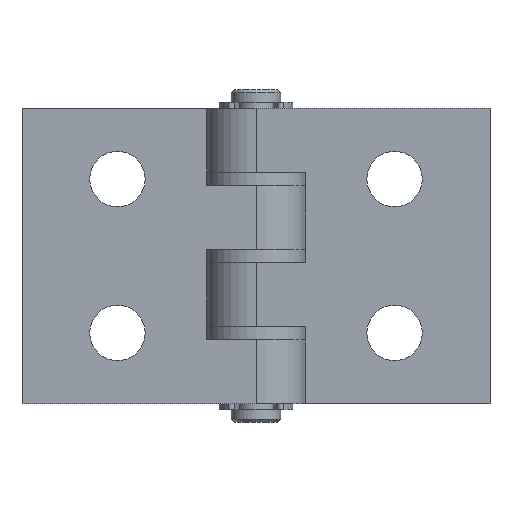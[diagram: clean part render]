
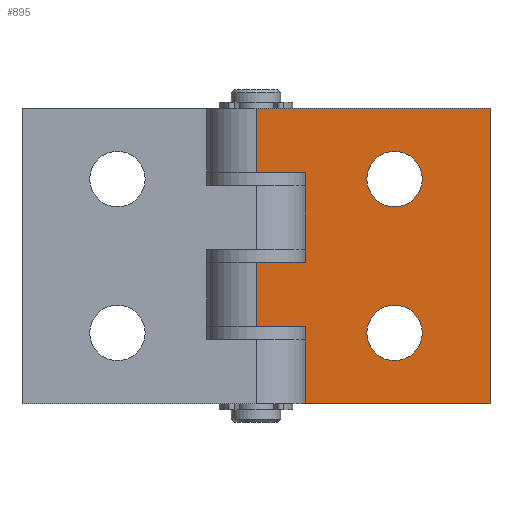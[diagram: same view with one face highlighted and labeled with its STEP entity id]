
A CAD part, front view. The second image highlights one B-rep face of the part: STEP entity #895.
In plain terms, the highlighted planar face has unit normal (0, -1, 0).
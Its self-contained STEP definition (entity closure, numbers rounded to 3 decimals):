
#33 = VERTEX_POINT ( 'NONE', #3139 ) ;
#44 = VERTEX_POINT ( 'NONE', #3163 ) ;
#226 = EDGE_LOOP ( 'NONE', ( #2077, #2205 ) ) ;
#256 = VERTEX_POINT ( 'NONE', #3056 ) ;
#307 = VERTEX_POINT ( 'NONE', #3007 ) ;
#421 = EDGE_LOOP ( 'NONE', ( #2080, #2201, #2079, #2072, #2170, #2111, #2059, #2074, #2081, #2073 ) ) ;
#430 = EDGE_LOOP ( 'NONE', ( #2075, #2180 ) ) ;
#541 = VERTEX_POINT ( 'NONE', #2977 ) ;
#602 = CARTESIAN_POINT ( 'NONE',  ( -2.731, -10.569, -1.507 ) ) ;
#617 = DIRECTION ( 'NONE',  ( 0., 0., 1. ) ) ;
#670 = DIRECTION ( 'NONE',  ( 1., 0., 0. ) ) ;
#671 = CARTESIAN_POINT ( 'NONE',  ( -10.731, -10.569, 12.993 ) ) ;
#679 = DIRECTION ( 'NONE',  ( 0., 0., 1. ) ) ;
#680 = DIRECTION ( 'NONE',  ( 0., 1., 0. ) ) ;
#681 = CARTESIAN_POINT ( 'NONE',  ( 11.769, -10.569, -13.007 ) ) ;
#683 = DIRECTION ( 'NONE',  ( 1., 0., 0. ) ) ;
#684 = CARTESIAN_POINT ( 'NONE',  ( -10.731, -10.569, -12.007 ) ) ;
#743 = DIRECTION ( 'NONE',  ( 0., 0., -1. ) ) ;
#745 = CARTESIAN_POINT ( 'NONE',  ( -10.731, -10.569, 23.493 ) ) ;
#753 = DIRECTION ( 'NONE',  ( 0., 0., -1. ) ) ;
#756 = CARTESIAN_POINT ( 'NONE',  ( 27.269, -10.569, 23.493 ) ) ;
#783 = CARTESIAN_POINT ( 'NONE',  ( -10.731, -10.569, -1.507 ) ) ;
#786 = DIRECTION ( 'NONE',  ( 1., 0., 0. ) ) ;
#814 = DIRECTION ( 'NONE',  ( 0., 0., 1. ) ) ;
#815 = DIRECTION ( 'NONE',  ( 0., 1., 0. ) ) ;
#816 = CARTESIAN_POINT ( 'NONE',  ( 11.769, -10.569, 11.993 ) ) ;
#895 = ADVANCED_FACE ( 'NONE', ( #1875, #1863, #1865 ), #3088, .F. ) ;
#1021 = AXIS2_PLACEMENT_3D ( 'NONE', #681, #680, #679 ) ;
#1047 = AXIS2_PLACEMENT_3D ( 'NONE', #816, #815, #814 ) ;
#1192 = LINE ( 'NONE', #2392, #1211 ) ;
#1211 = VECTOR ( 'NONE', #2391, 1000. ) ;
#1225 = CIRCLE ( 'NONE', #1413, 4.5 ) ;
#1240 = CIRCLE ( 'NONE', #1420, 4.5 ) ;
#1413 = AXIS2_PLACEMENT_3D ( 'NONE', #2404, #2403, #2402 ) ;
#1420 = AXIS2_PLACEMENT_3D ( 'NONE', #2443, #2441, #2440 ) ;
#1498 = CARTESIAN_POINT ( 'NONE',  ( -10.731, -10.569, 23.493 ) ) ;
#1525 = AXIS2_PLACEMENT_3D ( 'NONE', #3091, #3096, #3084 ) ;
#1618 = EDGE_CURVE ( 'NONE', #2316, #2302, #1240, .T. ) ;
#1626 = CARTESIAN_POINT ( 'NONE',  ( -2.731, -10.569, -24.507 ) ) ;
#1633 = EDGE_CURVE ( 'NONE', #2319, #2049, #1225, .T. ) ;
#1645 = EDGE_CURVE ( 'NONE', #2216, #2218, #1192, .T. ) ;
#1660 = DIRECTION ( 'NONE',  ( 0., 0., 1. ) ) ;
#1671 = DIRECTION ( 'NONE',  ( 1., 0., 0. ) ) ;
#1771 = EDGE_CURVE ( 'NONE', #44, #33, #3619, .T. ) ;
#1792 = EDGE_CURVE ( 'NONE', #2313, #256, #3592, .T. ) ;
#1863 = FACE_BOUND ( 'NONE', #226, .T. ) ;
#1865 = FACE_OUTER_BOUND ( 'NONE', #421, .T. ) ;
#1875 = FACE_BOUND ( 'NONE', #430, .T. ) ;
#2049 = VERTEX_POINT ( 'NONE', #3319 ) ;
#2059 = ORIENTED_EDGE ( 'NONE', *, *, #2867, .T. ) ;
#2072 = ORIENTED_EDGE ( 'NONE', *, *, #2822, .F. ) ;
#2073 = ORIENTED_EDGE ( 'NONE', *, *, #1645, .T. ) ;
#2074 = ORIENTED_EDGE ( 'NONE', *, *, #2847, .F. ) ;
#2075 = ORIENTED_EDGE ( 'NONE', *, *, #2860, .T. ) ;
#2077 = ORIENTED_EDGE ( 'NONE', *, *, #2806, .T. ) ;
#2079 = ORIENTED_EDGE ( 'NONE', *, *, #2898, .T. ) ;
#2080 = ORIENTED_EDGE ( 'NONE', *, *, #2859, .T. ) ;
#2081 = ORIENTED_EDGE ( 'NONE', *, *, #2816, .F. ) ;
#2111 = ORIENTED_EDGE ( 'NONE', *, *, #2828, .T. ) ;
#2170 = ORIENTED_EDGE ( 'NONE', *, *, #1792, .F. ) ;
#2180 = ORIENTED_EDGE ( 'NONE', *, *, #1618, .T. ) ;
#2201 = ORIENTED_EDGE ( 'NONE', *, *, #1771, .F. ) ;
#2205 = ORIENTED_EDGE ( 'NONE', *, *, #1633, .T. ) ;
#2216 = VERTEX_POINT ( 'NONE', #3306 ) ;
#2218 = VERTEX_POINT ( 'NONE', #3352 ) ;
#2302 = VERTEX_POINT ( 'NONE', #3292 ) ;
#2307 = VERTEX_POINT ( 'NONE', #3488 ) ;
#2310 = VERTEX_POINT ( 'NONE', #3485 ) ;
#2313 = VERTEX_POINT ( 'NONE', #3480 ) ;
#2316 = VERTEX_POINT ( 'NONE', #3476 ) ;
#2319 = VERTEX_POINT ( 'NONE', #3473 ) ;
#2391 = DIRECTION ( 'NONE',  ( 0., 0., -1. ) ) ;
#2392 = CARTESIAN_POINT ( 'NONE',  ( -10.731, -10.569, 23.493 ) ) ;
#2402 = DIRECTION ( 'NONE',  ( 0., 0., 1. ) ) ;
#2403 = DIRECTION ( 'NONE',  ( 0., 1., 0. ) ) ;
#2404 = CARTESIAN_POINT ( 'NONE',  ( 11.769, -10.569, 11.993 ) ) ;
#2440 = DIRECTION ( 'NONE',  ( 0., 0., 1. ) ) ;
#2441 = DIRECTION ( 'NONE',  ( 0., 1., 0. ) ) ;
#2443 = CARTESIAN_POINT ( 'NONE',  ( 11.769, -10.569, -13.007 ) ) ;
#2623 = VECTOR ( 'NONE', #3930, 1000. ) ;
#2625 = LINE ( 'NONE', #3935, #2623 ) ;
#2673 = VECTOR ( 'NONE', #670, 1000. ) ;
#2675 = LINE ( 'NONE', #671, #2673 ) ;
#2686 = VECTOR ( 'NONE', #683, 1000. ) ;
#2687 = CIRCLE ( 'NONE', #1021, 4.5 ) ;
#2689 = LINE ( 'NONE', #684, #2686 ) ;
#2706 = VECTOR ( 'NONE', #617, 1000. ) ;
#2713 = LINE ( 'NONE', #602, #2706 ) ;
#2806 = EDGE_CURVE ( 'NONE', #2049, #2319, #3683, .T. ) ;
#2816 = EDGE_CURVE ( 'NONE', #2216, #307, #3664, .T. ) ;
#2822 = EDGE_CURVE ( 'NONE', #256, #2310, #3655, .T. ) ;
#2828 = EDGE_CURVE ( 'NONE', #2313, #2307, #3645, .T. ) ;
#2847 = EDGE_CURVE ( 'NONE', #307, #541, #2713, .T. ) ;
#2859 = EDGE_CURVE ( 'NONE', #2218, #33, #2689, .T. ) ;
#2860 = EDGE_CURVE ( 'NONE', #2302, #2316, #2687, .T. ) ;
#2867 = EDGE_CURVE ( 'NONE', #2307, #541, #2675, .T. ) ;
#2898 = EDGE_CURVE ( 'NONE', #44, #2310, #2625, .T. ) ;
#2977 = CARTESIAN_POINT ( 'NONE',  ( -2.731, -10.569, 12.993 ) ) ;
#3007 = CARTESIAN_POINT ( 'NONE',  ( -2.731, -10.569, -1.507 ) ) ;
#3056 = CARTESIAN_POINT ( 'NONE',  ( 27.269, -10.569, 23.493 ) ) ;
#3084 = DIRECTION ( 'NONE',  ( 0., 0., 1. ) ) ;
#3088 = PLANE ( 'NONE',  #1525 ) ;
#3091 = CARTESIAN_POINT ( 'NONE',  ( -10.731, -10.569, 23.493 ) ) ;
#3096 = DIRECTION ( 'NONE',  ( 0., 1., 0. ) ) ;
#3139 = CARTESIAN_POINT ( 'NONE',  ( -2.731, -10.569, -12.007 ) ) ;
#3163 = CARTESIAN_POINT ( 'NONE',  ( -2.731, -10.569, -24.507 ) ) ;
#3292 = CARTESIAN_POINT ( 'NONE',  ( 11.769, -10.569, -8.507 ) ) ;
#3306 = CARTESIAN_POINT ( 'NONE',  ( -10.731, -10.569, -1.507 ) ) ;
#3319 = CARTESIAN_POINT ( 'NONE',  ( 11.769, -10.569, 16.493 ) ) ;
#3352 = CARTESIAN_POINT ( 'NONE',  ( -10.731, -10.569, -12.007 ) ) ;
#3473 = CARTESIAN_POINT ( 'NONE',  ( 11.769, -10.569, 7.493 ) ) ;
#3476 = CARTESIAN_POINT ( 'NONE',  ( 11.769, -10.569, -17.507 ) ) ;
#3480 = CARTESIAN_POINT ( 'NONE',  ( -10.731, -10.569, 23.493 ) ) ;
#3485 = CARTESIAN_POINT ( 'NONE',  ( 27.269, -10.569, -24.507 ) ) ;
#3488 = CARTESIAN_POINT ( 'NONE',  ( -10.731, -10.569, 12.993 ) ) ;
#3588 = VECTOR ( 'NONE', #1671, 1000. ) ;
#3592 = LINE ( 'NONE', #1498, #3588 ) ;
#3618 = VECTOR ( 'NONE', #1660, 1000. ) ;
#3619 = LINE ( 'NONE', #1626, #3618 ) ;
#3643 = VECTOR ( 'NONE', #743, 1000. ) ;
#3645 = LINE ( 'NONE', #745, #3643 ) ;
#3652 = VECTOR ( 'NONE', #753, 1000. ) ;
#3655 = LINE ( 'NONE', #756, #3652 ) ;
#3662 = VECTOR ( 'NONE', #786, 1000. ) ;
#3664 = LINE ( 'NONE', #783, #3662 ) ;
#3683 = CIRCLE ( 'NONE', #1047, 4.5 ) ;
#3930 = DIRECTION ( 'NONE',  ( 1., 0., 0. ) ) ;
#3935 = CARTESIAN_POINT ( 'NONE',  ( -10.731, -10.569, -24.507 ) ) ;
